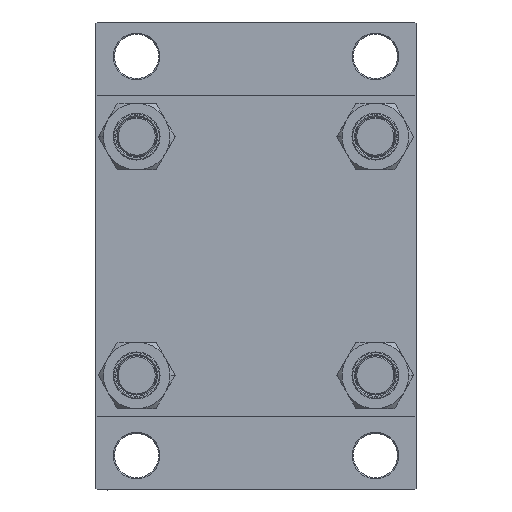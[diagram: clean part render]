
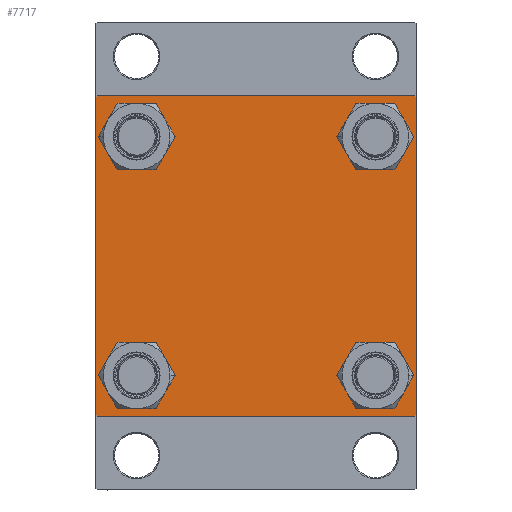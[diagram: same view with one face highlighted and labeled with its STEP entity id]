
A CAD part, left-side view. The second image highlights one B-rep face of the part: STEP entity #7717.
In plain terms, the highlighted planar face has unit normal (-1, 0, 0).
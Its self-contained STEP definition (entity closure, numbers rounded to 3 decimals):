
#235 = CARTESIAN_POINT ( 'NONE',  ( 0., -65., -64.5 ) ) ;
#301 = DIRECTION ( 'NONE',  ( 1., 0., 0. ) ) ;
#623 = DIRECTION ( 'NONE',  ( 0., -1., 0. ) ) ;
#695 = AXIS2_PLACEMENT_3D ( 'NONE', #9282, #31750, #24502 ) ;
#712 = ORIENTED_EDGE ( 'NONE', *, *, #42209, .T. ) ;
#905 = CARTESIAN_POINT ( 'NONE',  ( 0., -64.75, 64.75 ) ) ;
#945 = EDGE_CURVE ( 'NONE', #44733, #34902, #21407, .T. ) ;
#989 = CARTESIAN_POINT ( 'NONE',  ( 0., -48.45, -39.95 ) ) ;
#1118 = CARTESIAN_POINT ( 'NONE',  ( 0., 48.45, -39.95 ) ) ;
#1593 = LINE ( 'NONE', #30074, #21096 ) ;
#1622 = VERTEX_POINT ( 'NONE', #10904 ) ;
#2030 = CARTESIAN_POINT ( 'NONE',  ( 0., 48.45, -48.45 ) ) ;
#2074 = LINE ( 'NONE', #39019, #46090 ) ;
#2504 = DIRECTION ( 'NONE',  ( 1., 0., 0. ) ) ;
#2774 = CARTESIAN_POINT ( 'NONE',  ( 0., 48.45, 56.95 ) ) ;
#3031 = ORIENTED_EDGE ( 'NONE', *, *, #33652, .T. ) ;
#3148 = CIRCLE ( 'NONE', #37862, 8.5 ) ;
#4636 = CARTESIAN_POINT ( 'NONE',  ( 0., -48.45, 48.45 ) ) ;
#4646 = ORIENTED_EDGE ( 'NONE', *, *, #14780, .T. ) ;
#4970 = EDGE_CURVE ( 'NONE', #42189, #24603, #28164, .T. ) ;
#4987 = DIRECTION ( 'NONE',  ( 0., 0., 1. ) ) ;
#5218 = AXIS2_PLACEMENT_3D ( 'NONE', #18305, #37129, #25798 ) ;
#5292 = ORIENTED_EDGE ( 'NONE', *, *, #945, .T. ) ;
#5295 = EDGE_CURVE ( 'NONE', #34902, #44733, #10741, .T. ) ;
#5384 = PLANE ( 'NONE',  #18515 ) ;
#5969 = CARTESIAN_POINT ( 'NONE',  ( 0., -48.45, -48.45 ) ) ;
#6346 = CIRCLE ( 'NONE', #39520, 8.5 ) ;
#7216 = CARTESIAN_POINT ( 'NONE',  ( 0., -48.45, -56.95 ) ) ;
#7717 = ADVANCED_FACE ( 'NONE', ( #46423, #9012, #20366, #23753, #38709 ), #5384, .T. ) ;
#8389 = ORIENTED_EDGE ( 'NONE', *, *, #11066, .T. ) ;
#8483 = CIRCLE ( 'NONE', #33944, 8.5 ) ;
#8599 = CIRCLE ( 'NONE', #14762, 8.5 ) ;
#9012 = FACE_BOUND ( 'NONE', #21243, .T. ) ;
#9181 = CIRCLE ( 'NONE', #695, 8.5 ) ;
#9282 = CARTESIAN_POINT ( 'NONE',  ( 0., 48.45, 48.45 ) ) ;
#9439 = DIRECTION ( 'NONE',  ( 0., -0.707, -0.707 ) ) ;
#9537 = DIRECTION ( 'NONE',  ( 0., 0., 1. ) ) ;
#9603 = DIRECTION ( 'NONE',  ( 0., 0., 1. ) ) ;
#9680 = LINE ( 'NONE', #35051, #42146 ) ;
#10741 = CIRCLE ( 'NONE', #21539, 8.5 ) ;
#10860 = ORIENTED_EDGE ( 'NONE', *, *, #46055, .T. ) ;
#10904 = CARTESIAN_POINT ( 'NONE',  ( 0., -64.5, -65. ) ) ;
#11066 = EDGE_CURVE ( 'NONE', #39739, #35453, #8483, .T. ) ;
#11126 = ORIENTED_EDGE ( 'NONE', *, *, #4970, .T. ) ;
#11250 = ORIENTED_EDGE ( 'NONE', *, *, #19868, .T. ) ;
#12435 = VERTEX_POINT ( 'NONE', #235 ) ;
#12901 = CARTESIAN_POINT ( 'NONE',  ( 0., 65., -64.5 ) ) ;
#13026 = EDGE_CURVE ( 'NONE', #45908, #46520, #3148, .T. ) ;
#13481 = DIRECTION ( 'NONE',  ( 0., 0.707, -0.707 ) ) ;
#14074 = VECTOR ( 'NONE', #13481, 1000. ) ;
#14762 = AXIS2_PLACEMENT_3D ( 'NONE', #24749, #39234, #9537 ) ;
#14780 = EDGE_CURVE ( 'NONE', #15210, #35575, #8599, .T. ) ;
#14987 = CARTESIAN_POINT ( 'NONE',  ( 0., -64.5, 65. ) ) ;
#15030 = DIRECTION ( 'NONE',  ( 0., 0., 1. ) ) ;
#15210 = VERTEX_POINT ( 'NONE', #16753 ) ;
#16110 = CARTESIAN_POINT ( 'NONE',  ( 0., 48.45, -56.95 ) ) ;
#16118 = LINE ( 'NONE', #905, #45767 ) ;
#16505 = DIRECTION ( 'NONE',  ( 0., 0., 1. ) ) ;
#16627 = EDGE_CURVE ( 'NONE', #37422, #12435, #17428, .T. ) ;
#16753 = CARTESIAN_POINT ( 'NONE',  ( 0., 48.45, 39.95 ) ) ;
#17428 = LINE ( 'NONE', #47105, #39472 ) ;
#18305 = CARTESIAN_POINT ( 'NONE',  ( 0., -48.45, 48.45 ) ) ;
#18339 = VERTEX_POINT ( 'NONE', #14987 ) ;
#18515 = AXIS2_PLACEMENT_3D ( 'NONE', #35097, #20598, #16505 ) ;
#18695 = CARTESIAN_POINT ( 'NONE',  ( 0., 64.5, 65. ) ) ;
#19549 = EDGE_LOOP ( 'NONE', ( #3031, #47680 ) ) ;
#19746 = DIRECTION ( 'NONE',  ( 0., 0.707, 0.707 ) ) ;
#19868 = EDGE_CURVE ( 'NONE', #22214, #1622, #1593, .T. ) ;
#20167 = CARTESIAN_POINT ( 'NONE',  ( 0., 65., 64.5 ) ) ;
#20366 = FACE_BOUND ( 'NONE', #45896, .T. ) ;
#20430 = CARTESIAN_POINT ( 'NONE',  ( 0., -48.45, 56.95 ) ) ;
#20598 = DIRECTION ( 'NONE',  ( -1., 0., 0. ) ) ;
#21096 = VECTOR ( 'NONE', #623, 1000. ) ;
#21243 = EDGE_LOOP ( 'NONE', ( #27353, #5292 ) ) ;
#21398 = CIRCLE ( 'NONE', #5218, 8.5 ) ;
#21407 = CIRCLE ( 'NONE', #29864, 8.5 ) ;
#21539 = AXIS2_PLACEMENT_3D ( 'NONE', #46201, #2504, #42354 ) ;
#22214 = VERTEX_POINT ( 'NONE', #25637 ) ;
#23753 = FACE_BOUND ( 'NONE', #31421, .T. ) ;
#24014 = DIRECTION ( 'NONE',  ( 0., 0., 1. ) ) ;
#24263 = EDGE_CURVE ( 'NONE', #37422, #18339, #16118, .T. ) ;
#24502 = DIRECTION ( 'NONE',  ( 0., 0., 1. ) ) ;
#24603 = VERTEX_POINT ( 'NONE', #12901 ) ;
#24749 = CARTESIAN_POINT ( 'NONE',  ( 0., 48.45, 48.45 ) ) ;
#25588 = ORIENTED_EDGE ( 'NONE', *, *, #24263, .T. ) ;
#25637 = CARTESIAN_POINT ( 'NONE',  ( 0., 64.5, -65. ) ) ;
#25798 = DIRECTION ( 'NONE',  ( 0., 0., 1. ) ) ;
#27353 = ORIENTED_EDGE ( 'NONE', *, *, #5295, .T. ) ;
#28164 = LINE ( 'NONE', #39028, #36184 ) ;
#28344 = CARTESIAN_POINT ( 'NONE',  ( 0., 65., 65. ) ) ;
#28662 = DIRECTION ( 'NONE',  ( 1., 0., 0. ) ) ;
#28919 = LINE ( 'NONE', #47025, #14074 ) ;
#29864 = AXIS2_PLACEMENT_3D ( 'NONE', #5969, #28662, #9603 ) ;
#30074 = CARTESIAN_POINT ( 'NONE',  ( 0., 65., -65. ) ) ;
#31305 = DIRECTION ( 'NONE',  ( 1., 0., 0. ) ) ;
#31421 = EDGE_LOOP ( 'NONE', ( #712, #4646 ) ) ;
#31750 = DIRECTION ( 'NONE',  ( 1., 0., 0. ) ) ;
#31842 = EDGE_CURVE ( 'NONE', #24603, #22214, #9680, .T. ) ;
#32450 = DIRECTION ( 'NONE',  ( 0., -1., 0. ) ) ;
#33250 = CARTESIAN_POINT ( 'NONE',  ( 0., -48.45, 39.95 ) ) ;
#33652 = EDGE_CURVE ( 'NONE', #46520, #45908, #21398, .T. ) ;
#33863 = VECTOR ( 'NONE', #32450, 1000. ) ;
#33944 = AXIS2_PLACEMENT_3D ( 'NONE', #2030, #42594, #24014 ) ;
#34253 = ORIENTED_EDGE ( 'NONE', *, *, #16627, .F. ) ;
#34902 = VERTEX_POINT ( 'NONE', #989 ) ;
#35051 = CARTESIAN_POINT ( 'NONE',  ( 0., 64.75, -64.75 ) ) ;
#35097 = CARTESIAN_POINT ( 'NONE',  ( 0., 0., 0. ) ) ;
#35453 = VERTEX_POINT ( 'NONE', #1118 ) ;
#35575 = VERTEX_POINT ( 'NONE', #2774 ) ;
#35589 = LINE ( 'NONE', #28344, #33863 ) ;
#36007 = DIRECTION ( 'NONE',  ( 0., 0., -1. ) ) ;
#36109 = CARTESIAN_POINT ( 'NONE',  ( 0., -65., 64.5 ) ) ;
#36184 = VECTOR ( 'NONE', #42412, 1000. ) ;
#37129 = DIRECTION ( 'NONE',  ( 1., 0., 0. ) ) ;
#37422 = VERTEX_POINT ( 'NONE', #36109 ) ;
#37862 = AXIS2_PLACEMENT_3D ( 'NONE', #4636, #301, #15030 ) ;
#38161 = ORIENTED_EDGE ( 'NONE', *, *, #31842, .T. ) ;
#38539 = EDGE_CURVE ( 'NONE', #1622, #12435, #2074, .T. ) ;
#38709 = FACE_OUTER_BOUND ( 'NONE', #44426, .T. ) ;
#38753 = VERTEX_POINT ( 'NONE', #18695 ) ;
#39019 = CARTESIAN_POINT ( 'NONE',  ( 0., -64.75, -64.75 ) ) ;
#39028 = CARTESIAN_POINT ( 'NONE',  ( 0., 65., 65. ) ) ;
#39045 = ORIENTED_EDGE ( 'NONE', *, *, #41366, .F. ) ;
#39234 = DIRECTION ( 'NONE',  ( 1., 0., 0. ) ) ;
#39472 = VECTOR ( 'NONE', #36007, 1000. ) ;
#39520 = AXIS2_PLACEMENT_3D ( 'NONE', #41935, #31305, #4987 ) ;
#39739 = VERTEX_POINT ( 'NONE', #16110 ) ;
#41366 = EDGE_CURVE ( 'NONE', #38753, #18339, #35589, .T. ) ;
#41935 = CARTESIAN_POINT ( 'NONE',  ( 0., 48.45, -48.45 ) ) ;
#42026 = ORIENTED_EDGE ( 'NONE', *, *, #38539, .T. ) ;
#42146 = VECTOR ( 'NONE', #9439, 1000. ) ;
#42189 = VERTEX_POINT ( 'NONE', #20167 ) ;
#42209 = EDGE_CURVE ( 'NONE', #35575, #15210, #9181, .T. ) ;
#42354 = DIRECTION ( 'NONE',  ( 0., 0., 1. ) ) ;
#42412 = DIRECTION ( 'NONE',  ( 0., 0., -1. ) ) ;
#42594 = DIRECTION ( 'NONE',  ( 1., 0., 0. ) ) ;
#42878 = DIRECTION ( 'NONE',  ( 0., -0.707, 0.707 ) ) ;
#43672 = ORIENTED_EDGE ( 'NONE', *, *, #45786, .T. ) ;
#44426 = EDGE_LOOP ( 'NONE', ( #11126, #38161, #11250, #42026, #34253, #25588, #39045, #43672 ) ) ;
#44733 = VERTEX_POINT ( 'NONE', #7216 ) ;
#45767 = VECTOR ( 'NONE', #19746, 1000. ) ;
#45786 = EDGE_CURVE ( 'NONE', #38753, #42189, #28919, .T. ) ;
#45896 = EDGE_LOOP ( 'NONE', ( #10860, #8389 ) ) ;
#45908 = VERTEX_POINT ( 'NONE', #33250 ) ;
#46055 = EDGE_CURVE ( 'NONE', #35453, #39739, #6346, .T. ) ;
#46090 = VECTOR ( 'NONE', #42878, 1000. ) ;
#46201 = CARTESIAN_POINT ( 'NONE',  ( 0., -48.45, -48.45 ) ) ;
#46423 = FACE_BOUND ( 'NONE', #19549, .T. ) ;
#46520 = VERTEX_POINT ( 'NONE', #20430 ) ;
#47025 = CARTESIAN_POINT ( 'NONE',  ( 0., 64.75, 64.75 ) ) ;
#47105 = CARTESIAN_POINT ( 'NONE',  ( 0., -65., 65. ) ) ;
#47680 = ORIENTED_EDGE ( 'NONE', *, *, #13026, .T. ) ;
